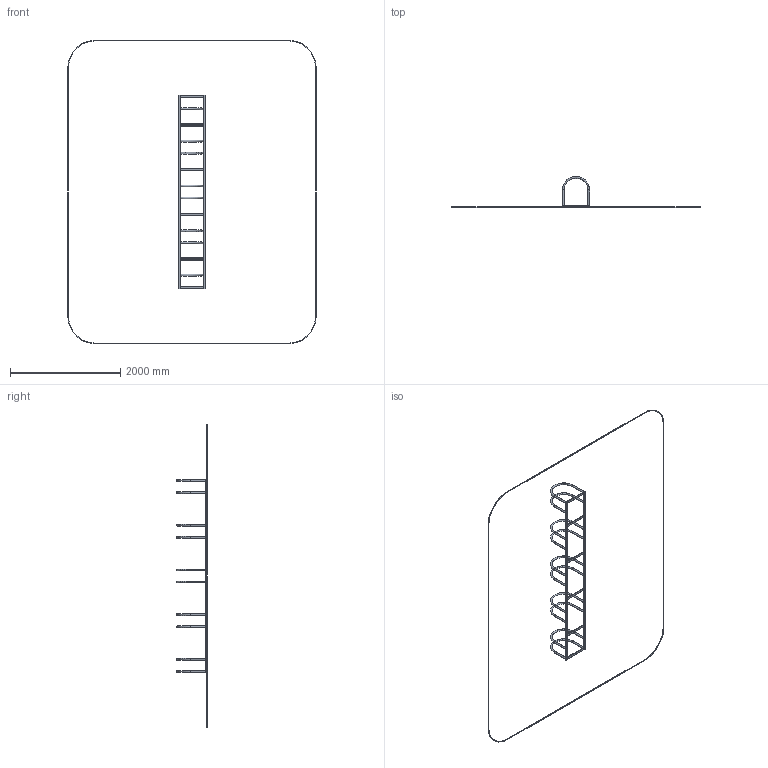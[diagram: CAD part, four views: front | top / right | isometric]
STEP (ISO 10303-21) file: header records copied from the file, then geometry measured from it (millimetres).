
FILE_DESCRIPTION(('STEP AP214'), '1');
FILE_NAME('Êàðêàñ âåëîïàðêîâêè _ Â-03-01.00.00', '', ('UNSPECIFIED'), ('UNSPECIFIED'), 'C3D Converter', 'C3D Toolkit', '');
FILE_SCHEMA(('AUTOMOTIVE_DESIGN { 1 0 10303 214 3 1 1}'));
Length unit declared in the file: millimetre
Products named in the file (5): В-03-01.00.00-7024; В-03-01.00.02; В-03-01.00.01; В-02-01.00.03; В-03-01.00.04
Assembly tree (18 placements, depth 2):
  В-03-01.00.00-7024
    В-03-01.00.02  x2
    В-03-01.00.01  x2
    В-02-01.00.03  x10
    В-03-01.00.04  x4
Bounding box: 4500 x 559.06 x 5500 mm (x, y, z)
Volume: 6975824.6 mm3; surface area: 5371392.1 mm2
Topology: 19 solids, 19 shells, 242 faces, 572 edges, 368 vertices
Faces by surface type: cylinder 112, plane 110, torus 20
Full cylindrical faces by diameter (mm): 27.9 x20, 33.5 x20
Entity records: 3226 total; most frequent: DIRECTION 470, CARTESIAN_POINT 435, ORIENTED_EDGE 400, EDGE_CURVE 200, AXIS2_PLACEMENT_3D 171, VERTEX_POINT 136, LINE 128, VECTOR 128
